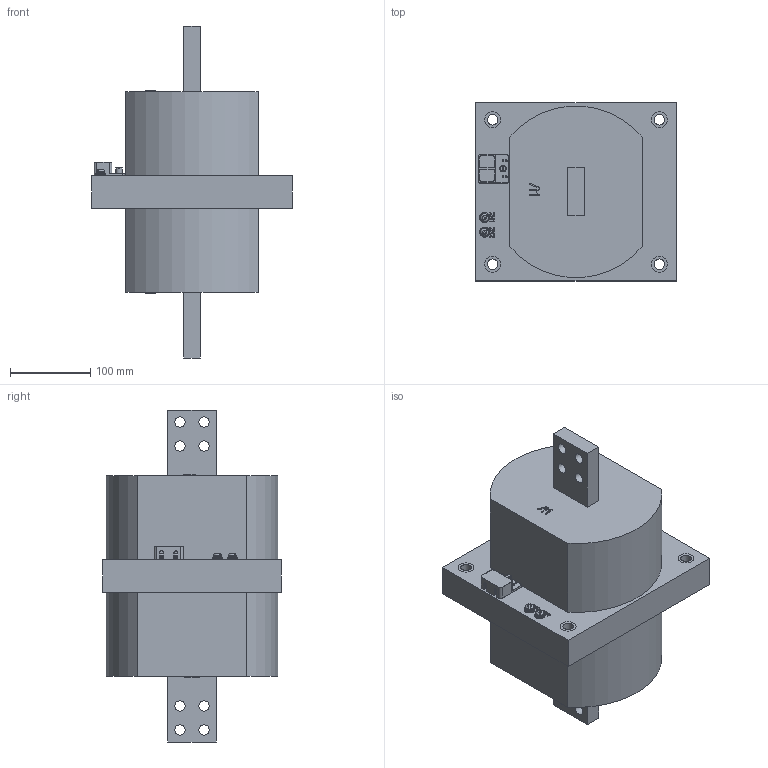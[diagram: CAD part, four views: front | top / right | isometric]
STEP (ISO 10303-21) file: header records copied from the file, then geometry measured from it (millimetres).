
FILE_DESCRIPTION(('STEP AP242'), '1');
FILE_NAME('ﾒﾋﾏ-10-2 ﾌ2Bﾑ 1000-1600ﾀ', '', ('UNSPECIFIED'), ('UNSPECIFIED'), 'C3D Converter', 'C3D Toolkit', '');
FILE_SCHEMA(('AP242_MANAGED_MODEL_BASED_3D_ENGINEERING_MIM_LF { 1 0 10303 442 1 1 4 }'));
Length unit declared in the file: millimetre
Products named in the file (8): Втулка ЭК.8.211.004
Assembly tree (16 placements, depth 2):
  (unnamed)
    (unnamed)
    (unnamed)  x4
    Втулка ЭК.8.211.004  x4
    (unnamed)
    (unnamed)  x4
    (unnamed)
    (unnamed)
Bounding box: 250 x 222 x 414 mm (x, y, z)
Volume: 8984592.2 mm3; surface area: 357864.4 mm2
Topology: 24 solids, 24 shells, 1154 faces, 3083 edges, 2004 vertices
Faces by surface type: cylinder 745, plane 324, torus 59, cone 24, bspline 2
Full cylindrical faces by diameter (mm): 2 x4, 2.5 x1, 4 x4, 4.134 x1, 4.917 x4, 5 x5, 5.5 x1, 6 x4, 8 x3, 9 x2, 10 x8, 12.5 x4, 13 x12, 20 x8
Entity records: 42606 total; most frequent: CARTESIAN_POINT 7154, DIRECTION 6240, ORIENTED_EDGE 5466, EDGE_CURVE 2733, AXIS2_PLACEMENT_3D 2511, VERTEX_POINT 1827, CIRCLE 1483, LINE 1218
